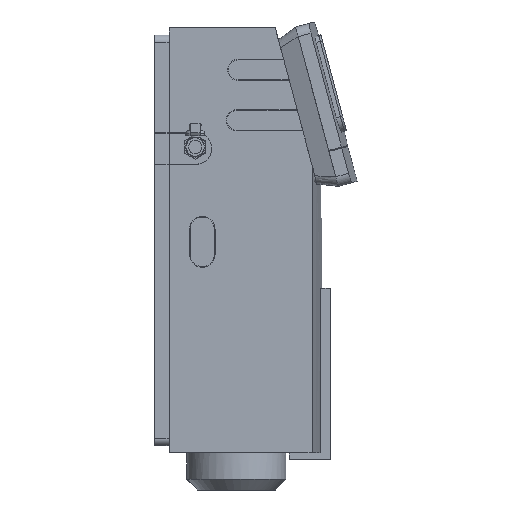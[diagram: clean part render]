
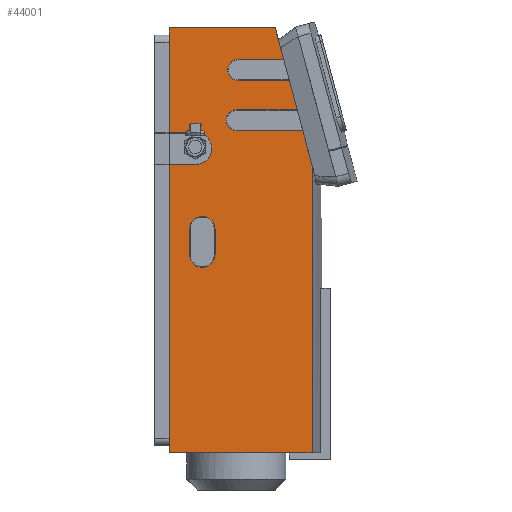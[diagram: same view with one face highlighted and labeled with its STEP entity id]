
A CAD part, left-side view. The second image highlights one B-rep face of the part: STEP entity #44001.
In plain terms, the highlighted free-form (B-spline) face has degree [1, 1] with [2, 2] control points.
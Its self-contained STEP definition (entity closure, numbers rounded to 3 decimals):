
#43632=CARTESIAN_POINT('',(-173.,-209.031,-135.48));
#43633=VERTEX_POINT('',#43632);
#43648=CARTESIAN_POINT('',(-173.,-115.5,-135.48));
#43649=VERTEX_POINT('',#43648);
#43656=CARTESIAN_POINT('',(-173.0,-209.031,-135.48));
#43657=DIRECTION('',(0.0,1.0,0.0));
#43658=VECTOR('',#43657,93.531);
#43659=LINE('',#43656,#43658);
#43660=EDGE_CURVE('',#43633,#43649,#43659,.T.);
#43680=CARTESIAN_POINT('',(-173.,-115.5,-105.48));
#43681=VERTEX_POINT('',#43680);
#43688=CARTESIAN_POINT('',(-173.0,-115.5,-120.48));
#43689=DIRECTION('',(1.0,0.0,0.0));
#43690=DIRECTION('',(0.0,-1.0,0.0));
#43691=AXIS2_PLACEMENT_3D('',#43688,#43689,#43690);
#43692=CIRCLE('',#43691,15.0);
#43693=EDGE_CURVE('',#43649,#43681,#43692,.T.);
#43727=CARTESIAN_POINT('',(-173.,-200.993,-105.48));
#43728=VERTEX_POINT('',#43727);
#43735=CARTESIAN_POINT('',(-173.0,-115.5,-105.48));
#43736=DIRECTION('',(0.0,-1.0,0.0));
#43737=VECTOR('',#43736,85.493);
#43738=LINE('',#43735,#43737);
#43739=EDGE_CURVE('',#43681,#43728,#43738,.T.);
#43753=CARTESIAN_POINT('',(-173.,-189.929,-64.19));
#43754=VERTEX_POINT('',#43753);
#43769=CARTESIAN_POINT('',(-173.,-117.71,-64.19));
#43770=VERTEX_POINT('',#43769);
#43777=CARTESIAN_POINT('',(-173.0,-189.929,-64.19));
#43778=DIRECTION('',(0.0,1.0,0.0));
#43779=VECTOR('',#43778,72.219);
#43780=LINE('',#43777,#43779);
#43781=EDGE_CURVE('',#43754,#43770,#43780,.T.);
#43801=CARTESIAN_POINT('',(-173.,-117.71,-34.19));
#43802=VERTEX_POINT('',#43801);
#43809=CARTESIAN_POINT('',(-173.0,-117.71,-49.19));
#43810=DIRECTION('',(1.0,0.0,0.0));
#43811=DIRECTION('',(0.0,-1.0,0.0));
#43812=AXIS2_PLACEMENT_3D('',#43809,#43810,#43811);
#43813=CIRCLE('',#43812,15.0);
#43814=EDGE_CURVE('',#43770,#43802,#43813,.T.);
#43848=CARTESIAN_POINT('',(-173.,-181.891,-34.19));
#43849=VERTEX_POINT('',#43848);
#43856=CARTESIAN_POINT('',(-173.0,-117.71,-34.19));
#43857=DIRECTION('',(0.0,-1.0,0.0));
#43858=VECTOR('',#43857,64.181);
#43859=LINE('',#43856,#43858);
#43860=EDGE_CURVE('',#43802,#43849,#43859,.T.);
#43867=CARTESIAN_POINT('',(-173.0,-222.,10.0));
#43868=CARTESIAN_POINT('',(-173.0,-222.,-590.0));
#43869=CARTESIAN_POINT('',(-173.0,-20.0,10.0));
#43870=CARTESIAN_POINT('',(-173.0,-20.0,-590.0));
#43871=B_SPLINE_SURFACE_WITH_KNOTS('',1,1,((#43867,#43869),(#43868,#43870)),.UNSPECIFIED.,.F.,.F.,.U.,(2,2),(2,2),(0.0,600.0),(0.0,202.),.UNSPECIFIED.);
#43872=ORIENTED_EDGE('',*,*,#43660,.T.);
#43873=ORIENTED_EDGE('',*,*,#43693,.T.);
#43874=ORIENTED_EDGE('',*,*,#43739,.T.);
#43875=CARTESIAN_POINT('',(-173.0,-200.993,-105.48));
#43876=DIRECTION('',(0.0,0.259,0.966));
#43877=VECTOR('',#43876,42.747);
#43878=LINE('',#43875,#43877);
#43879=EDGE_CURVE('',#43728,#43754,#43878,.T.);
#43880=ORIENTED_EDGE('',*,*,#43879,.T.);
#43881=ORIENTED_EDGE('',*,*,#43781,.T.);
#43882=ORIENTED_EDGE('',*,*,#43814,.T.);
#43883=ORIENTED_EDGE('',*,*,#43860,.T.);
#43884=CARTESIAN_POINT('',(-173.0,-170.05,10.0));
#43885=VERTEX_POINT('',#43884);
#43886=CARTESIAN_POINT('',(-173.0,-181.891,-34.19));
#43887=DIRECTION('',(0.0,0.259,0.966));
#43888=VECTOR('',#43887,45.749);
#43889=LINE('',#43886,#43888);
#43890=EDGE_CURVE('',#43849,#43885,#43889,.T.);
#43891=ORIENTED_EDGE('',*,*,#43890,.T.);
#43892=CARTESIAN_POINT('',(-173.0,-20.0,10.0));
#43893=VERTEX_POINT('',#43892);
#43894=CARTESIAN_POINT('',(-173.0,-170.05,10.0));
#43895=DIRECTION('',(0.0,1.0,0.0));
#43896=VECTOR('',#43895,150.05);
#43897=LINE('',#43894,#43896);
#43898=EDGE_CURVE('',#43885,#43893,#43897,.T.);
#43899=ORIENTED_EDGE('',*,*,#43898,.T.);
#43900=CARTESIAN_POINT('',(-173.,-20.0,-138.23));
#43901=VERTEX_POINT('',#43900);
#43902=CARTESIAN_POINT('',(-173.0,-20.0,10.0));
#43903=DIRECTION('',(0.0,0.0,-1.0));
#43904=VECTOR('',#43903,148.23);
#43905=LINE('',#43902,#43904);
#43906=EDGE_CURVE('',#43893,#43901,#43905,.T.);
#43907=ORIENTED_EDGE('',*,*,#43906,.T.);
#43908=CARTESIAN_POINT('',(-173.,-58.197,-138.23));
#43909=VERTEX_POINT('',#43908);
#43910=CARTESIAN_POINT('',(-173.0,-20.0,-138.23));
#43911=DIRECTION('',(0.0,-1.0,0.0));
#43912=VECTOR('',#43911,38.197);
#43913=LINE('',#43910,#43912);
#43914=EDGE_CURVE('',#43901,#43909,#43913,.T.);
#43915=ORIENTED_EDGE('',*,*,#43914,.T.);
#43916=CARTESIAN_POINT('',(-173.,-58.197,-182.73));
#43917=VERTEX_POINT('',#43916);
#43918=CARTESIAN_POINT('',(-173.0,-58.197,-160.48));
#43919=DIRECTION('',(1.0,0.0,0.0));
#43920=DIRECTION('',(0.0,1.0,0.0));
#43921=AXIS2_PLACEMENT_3D('',#43918,#43919,#43920);
#43922=CIRCLE('',#43921,22.25);
#43923=EDGE_CURVE('',#43909,#43917,#43922,.T.);
#43924=ORIENTED_EDGE('',*,*,#43923,.T.);
#43925=CARTESIAN_POINT('',(-173.,-20.0,-182.73));
#43926=VERTEX_POINT('',#43925);
#43927=CARTESIAN_POINT('',(-173.0,-58.197,-182.73));
#43928=DIRECTION('',(0.0,1.0,0.0));
#43929=VECTOR('',#43928,38.197);
#43930=LINE('',#43927,#43929);
#43931=EDGE_CURVE('',#43917,#43926,#43930,.T.);
#43932=ORIENTED_EDGE('',*,*,#43931,.T.);
#43933=CARTESIAN_POINT('',(-173.0,-20.0,-590.0));
#43934=VERTEX_POINT('',#43933);
#43935=CARTESIAN_POINT('',(-173.0,-20.0,-182.73));
#43936=DIRECTION('',(0.0,0.0,-1.0));
#43937=VECTOR('',#43936,407.27);
#43938=LINE('',#43935,#43937);
#43939=EDGE_CURVE('',#43926,#43934,#43938,.T.);
#43940=ORIENTED_EDGE('',*,*,#43939,.T.);
#43941=CARTESIAN_POINT('',(-173.,-222.,-590.0));
#43942=VERTEX_POINT('',#43941);
#43943=CARTESIAN_POINT('',(-173.0,-20.0,-590.0));
#43944=DIRECTION('',(0.0,-1.0,0.0));
#43945=VECTOR('',#43944,202.);
#43946=LINE('',#43943,#43945);
#43947=EDGE_CURVE('',#43934,#43942,#43946,.T.);
#43948=ORIENTED_EDGE('',*,*,#43947,.T.);
#43949=CARTESIAN_POINT('',(-173.,-222.,-183.88));
#43950=VERTEX_POINT('',#43949);
#43951=CARTESIAN_POINT('',(-173.,-222.,-590.0));
#43952=DIRECTION('',(0.0,0.0,1.0));
#43953=VECTOR('',#43952,406.12);
#43954=LINE('',#43951,#43953);
#43955=EDGE_CURVE('',#43942,#43950,#43954,.T.);
#43956=ORIENTED_EDGE('',*,*,#43955,.T.);
#43957=CARTESIAN_POINT('',(-173.0,-222.,-183.88));
#43958=DIRECTION('',(0.0,0.259,0.966));
#43959=VECTOR('',#43958,50.108);
#43960=LINE('',#43957,#43959);
#43961=EDGE_CURVE('',#43950,#43633,#43960,.T.);
#43962=ORIENTED_EDGE('',*,*,#43961,.T.);
#43963=EDGE_LOOP('',(#43872,#43873,#43874,#43880,#43881,#43882,#43883,#43891,#43899,#43907,#43915,#43924,#43932,#43940,#43948,#43956,#43962));
#43964=FACE_OUTER_BOUND('',#43963,.T.);
#43965=CARTESIAN_POINT('',(-173.,-49.,-274.19));
#43966=VERTEX_POINT('',#43965);
#43967=CARTESIAN_POINT('',(-173.,-85.,-274.19));
#43968=VERTEX_POINT('',#43967);
#43969=CARTESIAN_POINT('',(-173.0,-67.,-274.19));
#43970=DIRECTION('',(1.0,0.0,0.0));
#43971=DIRECTION('',(0.0,1.0,0.0));
#43972=AXIS2_PLACEMENT_3D('',#43969,#43970,#43971);
#43973=CIRCLE('',#43972,18.0);
#43974=EDGE_CURVE('',#43966,#43968,#43973,.T.);
#43975=ORIENTED_EDGE('',*,*,#43974,.T.);
#43976=CARTESIAN_POINT('',(-173.,-85.,-310.19));
#43977=VERTEX_POINT('',#43976);
#43978=CARTESIAN_POINT('',(-173.0,-85.,-274.19));
#43979=DIRECTION('',(0.0,0.0,-1.0));
#43980=VECTOR('',#43979,36.0);
#43981=LINE('',#43978,#43980);
#43982=EDGE_CURVE('',#43968,#43977,#43981,.T.);
#43983=ORIENTED_EDGE('',*,*,#43982,.T.);
#43984=CARTESIAN_POINT('',(-173.,-49.,-310.19));
#43985=VERTEX_POINT('',#43984);
#43986=CARTESIAN_POINT('',(-173.0,-67.,-310.19));
#43987=DIRECTION('',(1.0,0.0,0.0));
#43988=DIRECTION('',(0.0,1.0,0.0));
#43989=AXIS2_PLACEMENT_3D('',#43986,#43987,#43988);
#43990=CIRCLE('',#43989,18.0);
#43991=EDGE_CURVE('',#43977,#43985,#43990,.T.);
#43992=ORIENTED_EDGE('',*,*,#43991,.T.);
#43993=CARTESIAN_POINT('',(-173.0,-49.,-310.19));
#43994=DIRECTION('',(0.0,0.0,1.0));
#43995=VECTOR('',#43994,36.0);
#43996=LINE('',#43993,#43995);
#43997=EDGE_CURVE('',#43985,#43966,#43996,.T.);
#43998=ORIENTED_EDGE('',*,*,#43997,.T.);
#43999=EDGE_LOOP('',(#43975,#43983,#43992,#43998));
#44000=FACE_BOUND('',#43999,.T.);
#44001=ADVANCED_FACE('',(#43964,#44000),#43871,.F.);
